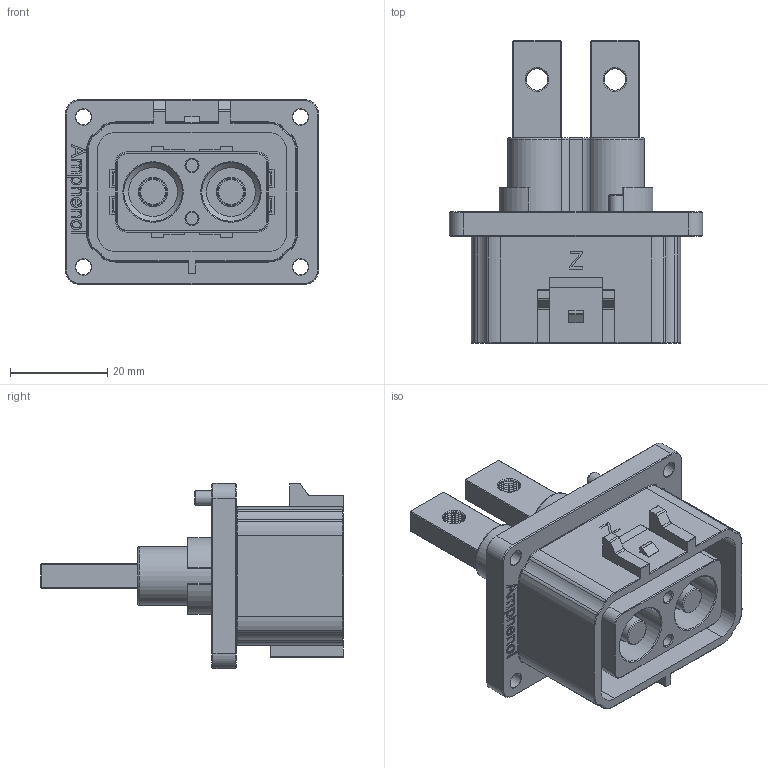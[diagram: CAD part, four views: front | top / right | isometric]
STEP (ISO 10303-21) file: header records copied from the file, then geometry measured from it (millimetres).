
FILE_DESCRIPTION(/* description */ ('Unknown'),/* implementation_level */ '2;1');
FILE_NAME(/* name */ 'ELRA2Z03',/* time_stamp */ '2024-02-20T16:56:55+02:00',/* author */ ('Unknown'),/* organization */ ('Unknown'),/* preprocessor_version */ 'ST-DEVELOPER v18.102',/* originating_system */ 'Solid Edge',/* authorisation */ 'Unknown');
FILE_SCHEMA (('AP242_MANAGED_MODEL_BASED_3D_ENGINEERING_MIM_LF { 1 0 10303 442 1 1 4 }','AUTOMOTIVE_DESIGN {1 0 10303 214 3 1 1}'));
Length unit declared in the file: millimetre
Products named in the file (1): ELRA2Z03
Bounding box: 52 x 62.2 x 38 mm (x, y, z)
Volume: 28228.1 mm3; surface area: 18430.3 mm2
Topology: 1 solids, 1 shells, 514 faces, 1280 edges, 803 vertices
Faces by surface type: plane 281, cylinder 129, torus 58, cone 23, bspline 23
Full cylindrical faces by diameter (mm): 2.5 x2, 3 x1, 3.2 x4, 4.459 x18, 5.5 x2, 6 x2, 12 x2
Entity records: 23817 total; most frequent: CARTESIAN_POINT 8730, DIRECTION 2408, ORIENTED_EDGE 2342, EDGE_CURVE 1171, AXIS2_PLACEMENT_3D 817, LINE 774, VECTOR 774, VERTEX_POINT 753
